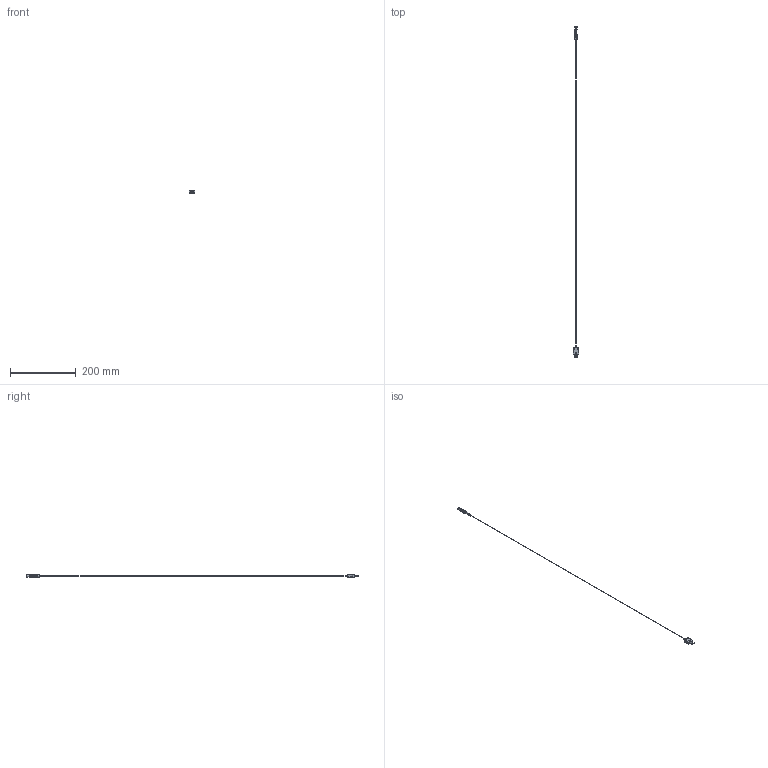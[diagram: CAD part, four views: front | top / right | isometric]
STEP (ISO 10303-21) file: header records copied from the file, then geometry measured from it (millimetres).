
FILE_DESCRIPTION (( 'STEP AP203' ), '1' );
FILE_NAME ('INGUN_TKS-691_005_650_U_xx02_T5.STEP', '2025-11-21T07:04:40', ( '' ), ( '' ), 'SwSTEP 2.0', 'SolidWorks 2023', '' );
FILE_SCHEMA (( 'CONFIG_CONTROL_DESIGN' ));
Length unit declared in the file: millimetre
Products named in the file (1): INGUN_TKS-691_005_650_U_xx02_T5
Bounding box: 16 x 1012 x 8 mm (x, y, z)
Volume: 4495.1 mm3; surface area: 5720.9 mm2
Topology: 1 solids, 1 shells, 250 faces, 679 edges, 446 vertices
Faces by surface type: plane 119, cylinder 91, bspline 24, torus 10, cone 6
Entity records: 11806 total; most frequent: CARTESIAN_POINT 5438, ORIENTED_EDGE 1358, DIRECTION 1277, EDGE_CURVE 679, AXIS2_PLACEMENT_3D 491, VERTEX_POINT 446, LINE 295, VECTOR 295
